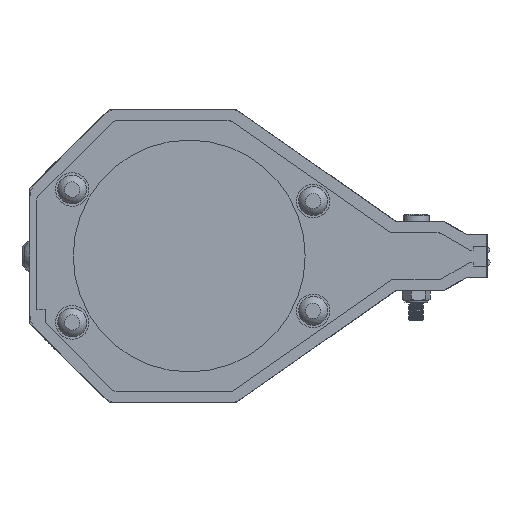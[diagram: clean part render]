
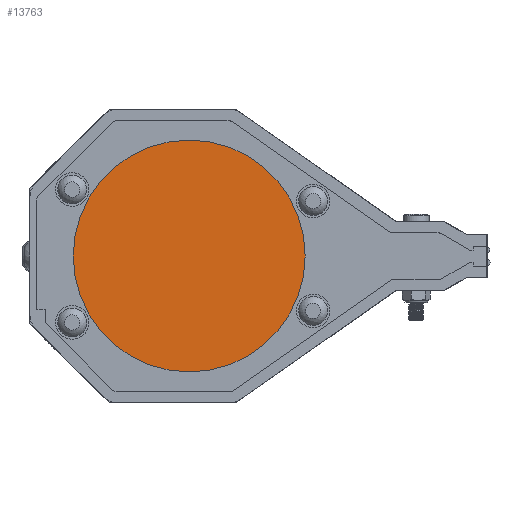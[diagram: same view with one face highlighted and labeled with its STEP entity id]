
A CAD part, left-side view. The second image highlights one B-rep face of the part: STEP entity #13763.
In plain terms, the highlighted planar face has unit normal (-1, 0, 0).
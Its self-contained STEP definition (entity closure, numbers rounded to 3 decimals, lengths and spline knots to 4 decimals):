
#2671=PLANE('',#15424);
#3635=FACE_OUTER_BOUND('',#5001,.T.);
#5001=EDGE_LOOP('',(#12257));
#6038=CIRCLE('',#15423,1.5);
#7238=VERTEX_POINT('',#78061);
#8967=EDGE_CURVE('',#7238,#7238,#6038,.T.);
#12257=ORIENTED_EDGE('',*,*,#8967,.T.);
#13763=ADVANCED_FACE('',(#3635),#2671,.T.);
#15423=AXIS2_PLACEMENT_3D('',#78062,#19009,#19010);
#15424=AXIS2_PLACEMENT_3D('',#78063,#19011,#19012);
#19009=DIRECTION('center_axis',(-1.,0.,0.));
#19010=DIRECTION('ref_axis',(0.,0.,
-1.));
#19011=DIRECTION('center_axis',(-1.,0.,0.));
#19012=DIRECTION('ref_axis',(0.,0.,1.));
#78061=CARTESIAN_POINT('',(-50.1721,0.,1.5));
#78062=CARTESIAN_POINT('Origin',(-50.1721,0.,
0.));
#78063=CARTESIAN_POINT('Origin',(-50.1721,0.,
0.));
